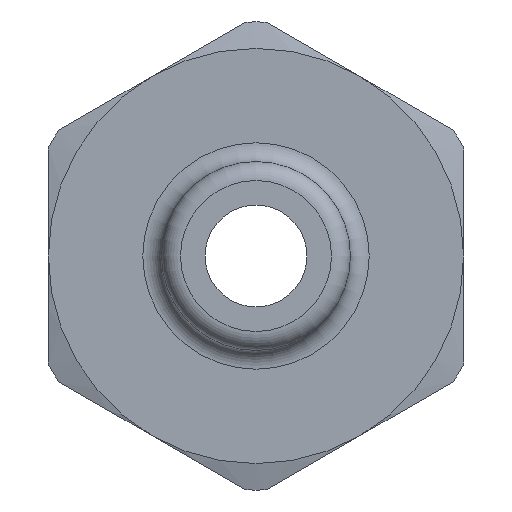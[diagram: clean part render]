
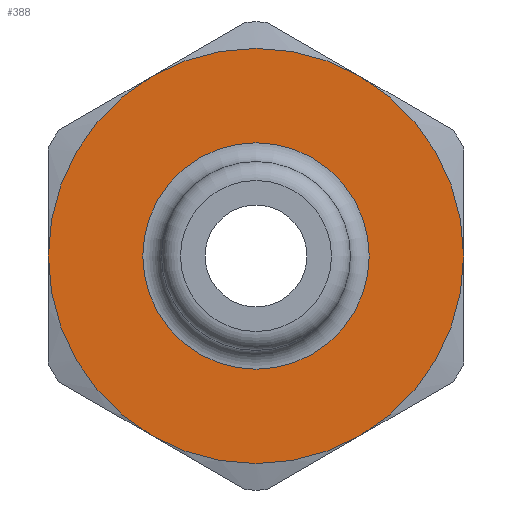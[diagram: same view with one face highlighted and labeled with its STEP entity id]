
A CAD part, left-side view. The second image highlights one B-rep face of the part: STEP entity #388.
In plain terms, the highlighted planar face has unit normal (-1, 0, 0).
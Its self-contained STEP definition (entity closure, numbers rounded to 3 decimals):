
#300=CARTESIAN_POINT('',(8.88,3.0,0.));
#301=VERTEX_POINT('',#300);
#302=CARTESIAN_POINT('',(8.88,0.0,0.0));
#303=DIRECTION('',(-1.0,0.0,0.0));
#304=DIRECTION('',(0.0,-1.0,0.0));
#305=AXIS2_PLACEMENT_3D('',#302,#303,#304);
#306=CIRCLE('',#305,3.0);
#307=EDGE_CURVE('',#301,#301,#306,.T.);
#324=CARTESIAN_POINT('',(8.88,4.0,0.0));
#325=DIRECTION('',(-1.0,0.0,0.0));
#326=DIRECTION('',(0.0,0.0,1.0));
#327=AXIS2_PLACEMENT_3D('',#324,#325,#326);
#328=PLANE('',#327);
#329=CARTESIAN_POINT('',(8.88,5.5,0.0));
#330=VERTEX_POINT('',#329);
#331=CARTESIAN_POINT('',(8.88,2.75,4.763));
#332=VERTEX_POINT('',#331);
#333=CARTESIAN_POINT('',(8.88,0.0,0.0));
#334=DIRECTION('',(1.0,0.0,0.0));
#335=DIRECTION('',(0.0,1.0,0.0));
#336=AXIS2_PLACEMENT_3D('',#333,#334,#335);
#337=CIRCLE('',#336,5.5);
#338=EDGE_CURVE('',#330,#332,#337,.T.);
#339=ORIENTED_EDGE('',*,*,#338,.F.);
#340=CARTESIAN_POINT('',(8.88,2.75,-4.763));
#341=VERTEX_POINT('',#340);
#342=CARTESIAN_POINT('',(8.88,0.0,0.0));
#343=DIRECTION('',(1.0,0.0,0.0));
#344=DIRECTION('',(0.0,1.0,0.0));
#345=AXIS2_PLACEMENT_3D('',#342,#343,#344);
#346=CIRCLE('',#345,5.5);
#347=EDGE_CURVE('',#341,#330,#346,.T.);
#348=ORIENTED_EDGE('',*,*,#347,.F.);
#349=CARTESIAN_POINT('',(8.88,-2.75,-4.763));
#350=VERTEX_POINT('',#349);
#351=CARTESIAN_POINT('',(8.88,0.0,0.0));
#352=DIRECTION('',(1.0,0.0,0.0));
#353=DIRECTION('',(0.0,1.0,0.0));
#354=AXIS2_PLACEMENT_3D('',#351,#352,#353);
#355=CIRCLE('',#354,5.5);
#356=EDGE_CURVE('',#350,#341,#355,.T.);
#357=ORIENTED_EDGE('',*,*,#356,.F.);
#358=CARTESIAN_POINT('',(8.88,-5.5,0.));
#359=VERTEX_POINT('',#358);
#360=CARTESIAN_POINT('',(8.88,0.0,0.0));
#361=DIRECTION('',(1.0,0.0,0.0));
#362=DIRECTION('',(0.0,1.0,0.0));
#363=AXIS2_PLACEMENT_3D('',#360,#361,#362);
#364=CIRCLE('',#363,5.5);
#365=EDGE_CURVE('',#359,#350,#364,.T.);
#366=ORIENTED_EDGE('',*,*,#365,.F.);
#367=CARTESIAN_POINT('',(8.88,-2.75,4.763));
#368=VERTEX_POINT('',#367);
#369=CARTESIAN_POINT('',(8.88,0.0,0.0));
#370=DIRECTION('',(1.0,0.0,0.0));
#371=DIRECTION('',(0.0,1.0,0.0));
#372=AXIS2_PLACEMENT_3D('',#369,#370,#371);
#373=CIRCLE('',#372,5.5);
#374=EDGE_CURVE('',#368,#359,#373,.T.);
#375=ORIENTED_EDGE('',*,*,#374,.F.);
#376=CARTESIAN_POINT('',(8.88,0.0,0.0));
#377=DIRECTION('',(1.0,0.0,0.0));
#378=DIRECTION('',(0.0,1.0,0.0));
#379=AXIS2_PLACEMENT_3D('',#376,#377,#378);
#380=CIRCLE('',#379,5.5);
#381=EDGE_CURVE('',#332,#368,#380,.T.);
#382=ORIENTED_EDGE('',*,*,#381,.F.);
#383=EDGE_LOOP('',(#339,#348,#357,#366,#375,#382));
#384=FACE_OUTER_BOUND('',#383,.T.);
#385=ORIENTED_EDGE('',*,*,#307,.F.);
#386=EDGE_LOOP('',(#385));
#387=FACE_BOUND('',#386,.T.);
#388=ADVANCED_FACE('',(#384,#387),#328,.T.);
